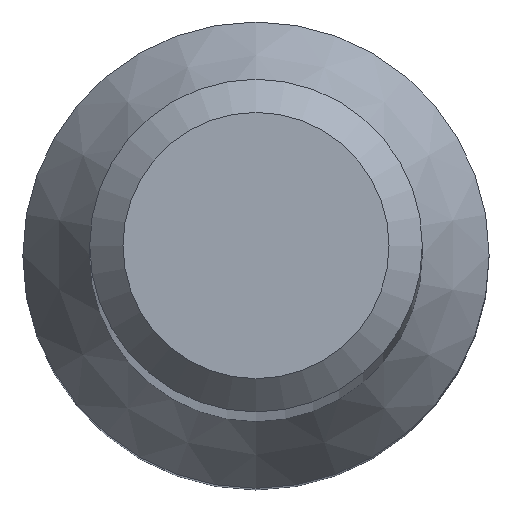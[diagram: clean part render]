
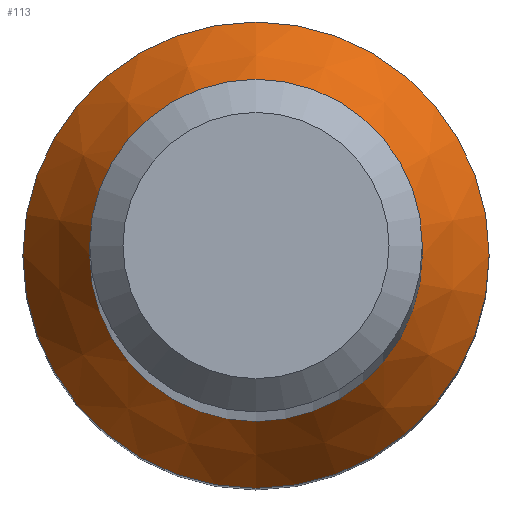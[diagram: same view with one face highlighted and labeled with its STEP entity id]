
A CAD part, top view. The second image highlights one B-rep face of the part: STEP entity #113.
In plain terms, the highlighted conical face has half-angle 30 degrees and reference radius 4.205 mm.
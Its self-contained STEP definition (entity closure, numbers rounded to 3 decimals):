
#6 = FACE_OUTER_BOUND ( 'NONE', #66, .T. ) ;
#12 = CARTESIAN_POINT ( 'NONE',  ( 0., 3., 19.724 ) ) ;
#27 = DIRECTION ( 'NONE',  ( 0., 1., 0. ) ) ;
#33 = CIRCLE ( 'NONE', #129, 3. ) ;
#44 = FACE_BOUND ( 'NONE', #155, .T. ) ;
#50 = ORIENTED_EDGE ( 'NONE', *, *, #222, .T. ) ;
#51 = DIRECTION ( 'NONE',  ( 0., 1., 0. ) ) ;
#65 = DIRECTION ( 'NONE',  ( 0., 1., 0. ) ) ;
#66 = EDGE_LOOP ( 'NONE', ( #101 ) ) ;
#69 = VERTEX_POINT ( 'NONE', #216 ) ;
#72 = CONICAL_SURFACE ( 'NONE', #87, 4.205, 0.524 ) ;
#87 = AXIS2_PLACEMENT_3D ( 'NONE', #188, #134, #65 ) ;
#101 = ORIENTED_EDGE ( 'NONE', *, *, #163, .F. ) ;
#113 = ADVANCED_FACE ( 'NONE', ( #44, #6 ), #72, .T. ) ;
#129 = AXIS2_PLACEMENT_3D ( 'NONE', #176, #197, #51 ) ;
#134 = DIRECTION ( 'NONE',  ( 0., 0., -1. ) ) ;
#139 = CARTESIAN_POINT ( 'NONE',  ( 0., 0., 17.637 ) ) ;
#155 = EDGE_LOOP ( 'NONE', ( #50 ) ) ;
#163 = EDGE_CURVE ( 'NONE', #69, #69, #217, .T. ) ;
#176 = CARTESIAN_POINT ( 'NONE',  ( 0., 0., 19.724 ) ) ;
#178 = VERTEX_POINT ( 'NONE', #12 ) ;
#188 = CARTESIAN_POINT ( 'NONE',  ( 0., 0., 17.637 ) ) ;
#191 = DIRECTION ( 'NONE',  ( 0., 0., -1. ) ) ;
#197 = DIRECTION ( 'NONE',  ( 0., 0., -1. ) ) ;
#216 = CARTESIAN_POINT ( 'NONE',  ( 0., 4.205, 17.637 ) ) ;
#217 = CIRCLE ( 'NONE', #238, 4.205 ) ;
#222 = EDGE_CURVE ( 'NONE', #178, #178, #33, .T. ) ;
#238 = AXIS2_PLACEMENT_3D ( 'NONE', #139, #191, #27 ) ;
